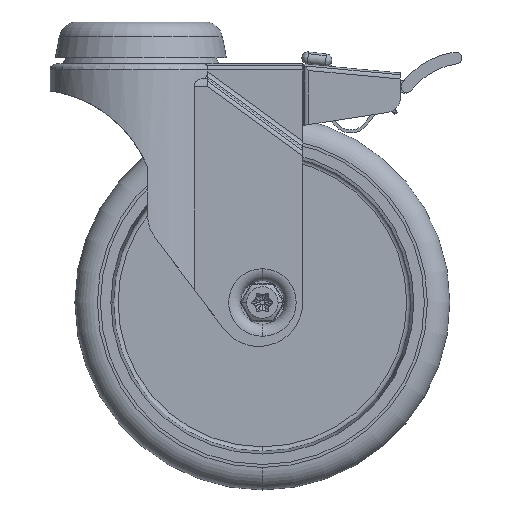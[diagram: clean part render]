
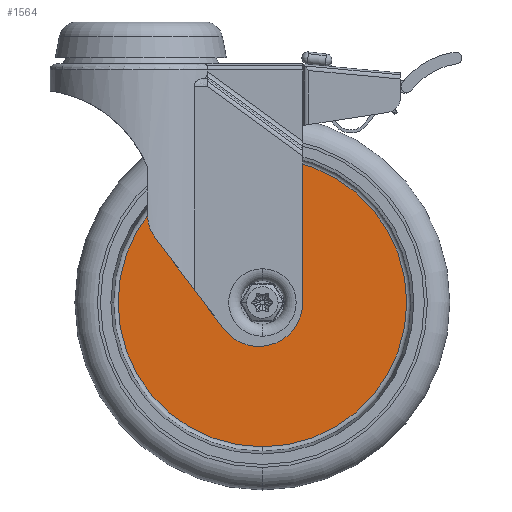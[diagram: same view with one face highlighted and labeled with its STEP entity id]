
A CAD part, front view. The second image highlights one B-rep face of the part: STEP entity #1564.
In plain terms, the highlighted planar face has unit normal (0, -1, 0).
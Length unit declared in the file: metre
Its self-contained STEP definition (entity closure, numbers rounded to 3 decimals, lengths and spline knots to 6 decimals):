
#1564=ADVANCED_FACE('',(#2681,#2682),#2683,.T.);
#2681=FACE_OUTER_BOUND('',#4092,.T.);
#2682=FACE_BOUND('',#4093,.T.);
#2683=PLANE('',#4094);
#4092=EDGE_LOOP('',(#11741,#11742,#11743));
#4093=EDGE_LOOP('',(#11744,#11745,#11746));
#4094=AXIS2_PLACEMENT_3D('',#11747,#11748,#11749);
#11741=ORIENTED_EDGE('',*,*,#14550,.F.);
#11742=ORIENTED_EDGE('',*,*,#14551,.F.);
#11743=ORIENTED_EDGE('',*,*,#14494,.F.);
#11744=ORIENTED_EDGE('',*,*,#14548,.T.);
#11745=ORIENTED_EDGE('',*,*,#14501,.T.);
#11746=ORIENTED_EDGE('',*,*,#14549,.T.);
#11747=CARTESIAN_POINT('',(-0.029993,-0.003,0.0));
#11748=DIRECTION('',(0.,-1.0,0.0));
#11749=DIRECTION('',(1.0,0.,-0.0));
#14494=EDGE_CURVE('',#16749,#16752,#16753,.T.);
#14501=EDGE_CURVE('',#16757,#16763,#16765,.T.);
#14548=EDGE_CURVE('',#16841,#16757,#16842,.T.);
#14549=EDGE_CURVE('',#16763,#16841,#16843,.T.);
#14550=EDGE_CURVE('',#16844,#16749,#16845,.T.);
#14551=EDGE_CURVE('',#16752,#16844,#16846,.T.);
#16749=VERTEX_POINT('',#21123);
#16752=VERTEX_POINT('',#21126);
#16753=CIRCLE('',#21127,0.048111);
#16757=VERTEX_POINT('',#21131);
#16763=VERTEX_POINT('',#21137);
#16765=CIRCLE('',#21139,0.011875);
#16841=VERTEX_POINT('',#21227);
#16842=CIRCLE('',#21228,0.011875);
#16843=CIRCLE('',#21229,0.011875);
#16844=VERTEX_POINT('',#21230);
#16845=CIRCLE('',#21231,0.048111);
#16846=CIRCLE('',#21232,0.048111);
#21123=CARTESIAN_POINT('',(0.,-0.003,0.048111));
#21126=CARTESIAN_POINT('',(0.,-0.003,-0.048111));
#21127=AXIS2_PLACEMENT_3D('',#26279,#26280,#26281);
#21131=CARTESIAN_POINT('',(0.,-0.003,0.011875));
#21137=CARTESIAN_POINT('',(0.,-0.003,-0.011875));
#21139=AXIS2_PLACEMENT_3D('',#26300,#26301,#26302);
#21227=CARTESIAN_POINT('',(-0.011875,-0.003,0.0));
#21228=AXIS2_PLACEMENT_3D('',#26417,#26418,#26419);
#21229=AXIS2_PLACEMENT_3D('',#26420,#26421,#26422);
#21230=CARTESIAN_POINT('',(-0.048111,-0.003,0.0));
#21231=AXIS2_PLACEMENT_3D('',#26423,#26424,#26425);
#21232=AXIS2_PLACEMENT_3D('',#26426,#26427,#26428);
#26279=CARTESIAN_POINT('',(0.,-0.003,0.0));
#26280=DIRECTION('',(0.,1.0,0.0));
#26281=DIRECTION('',(-1.0,0.,0.0));
#26300=CARTESIAN_POINT('',(0.,-0.003,0.0));
#26301=DIRECTION('',(0.,1.0,0.0));
#26302=DIRECTION('',(-1.0,0.,0.0));
#26417=CARTESIAN_POINT('',(0.,-0.003,0.0));
#26418=DIRECTION('',(0.,1.0,0.0));
#26419=DIRECTION('',(-1.0,0.,0.0));
#26420=CARTESIAN_POINT('',(0.,-0.003,0.0));
#26421=DIRECTION('',(0.,1.0,0.0));
#26422=DIRECTION('',(-1.0,0.,0.0));
#26423=CARTESIAN_POINT('',(0.,-0.003,0.0));
#26424=DIRECTION('',(0.,1.0,0.0));
#26425=DIRECTION('',(-1.0,0.,0.0));
#26426=CARTESIAN_POINT('',(0.,-0.003,0.0));
#26427=DIRECTION('',(0.,1.0,0.0));
#26428=DIRECTION('',(-1.0,0.,0.0));
